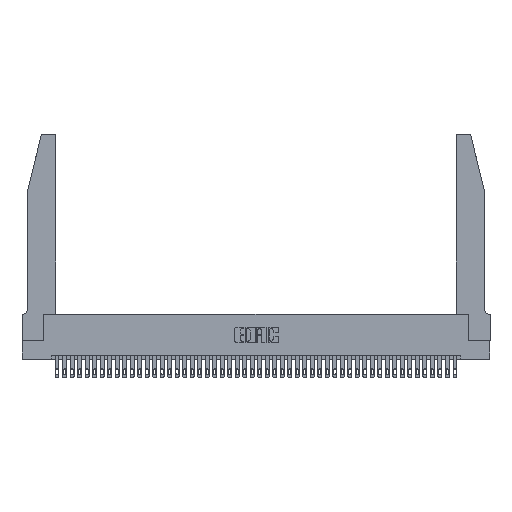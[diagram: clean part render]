
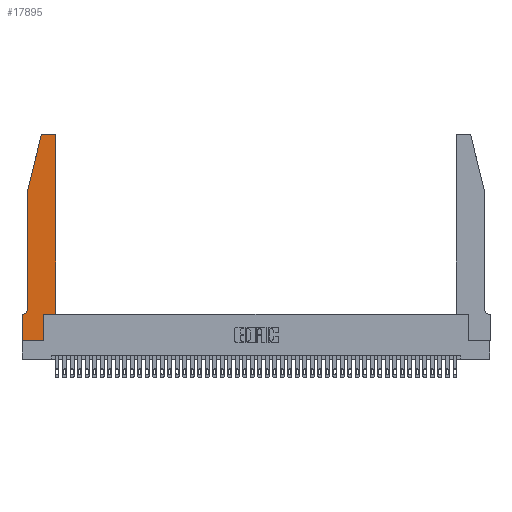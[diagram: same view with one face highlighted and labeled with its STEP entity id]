
A CAD part, top view. The second image highlights one B-rep face of the part: STEP entity #17895.
In plain terms, the highlighted planar face has unit normal (0, 0, 1).
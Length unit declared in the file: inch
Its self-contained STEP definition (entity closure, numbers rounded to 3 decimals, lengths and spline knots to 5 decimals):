
#865 = ORIENTED_EDGE ( 'NONE', *, *, #5005, .T. ) ;
#1035 = CARTESIAN_POINT ( 'NONE',  ( 0.2865, 0., 0.37 ) ) ;
#1211 = EDGE_CURVE ( 'NONE', #43759, #9929, #4230, .T. ) ;
#1416 = ORIENTED_EDGE ( 'NONE', *, *, #43445, .T. ) ;
#2540 = EDGE_CURVE ( 'NONE', #38129, #5692, #7459, .T. ) ;
#2541 = LINE ( 'NONE', #38558, #23456 ) ;
#3322 = VECTOR ( 'NONE', #26690, 39.37008 ) ;
#3390 = ORIENTED_EDGE ( 'NONE', *, *, #1211, .T. ) ;
#3523 = CARTESIAN_POINT ( 'NONE',  ( 0.4205, 2.72, 0.37 ) ) ;
#3946 = DIRECTION ( 'NONE',  ( 1., 0., 0. ) ) ;
#4230 = CIRCLE ( 'NONE', #37571, 0.03 ) ;
#4303 = VECTOR ( 'NONE', #9423, 39.37008 ) ;
#4662 = ORIENTED_EDGE ( 'NONE', *, *, #27696, .T. ) ;
#4800 = DIRECTION ( 'NONE',  ( 0., 0., -1. ) ) ;
#5005 = EDGE_CURVE ( 'NONE', #15447, #12124, #6197, .T. ) ;
#5076 = CARTESIAN_POINT ( 'NONE',  ( 0.4505, 0.35, 0.37 ) ) ;
#5692 = VERTEX_POINT ( 'NONE', #45377 ) ;
#6197 = LINE ( 'NONE', #9917, #7755 ) ;
#6960 = ORIENTED_EDGE ( 'NONE', *, *, #34195, .T. ) ;
#7374 = DIRECTION ( 'NONE',  ( -1., 0., 0. ) ) ;
#7459 = LINE ( 'NONE', #27278, #15711 ) ;
#7755 = VECTOR ( 'NONE', #17156, 39.37008 ) ;
#8243 = ORIENTED_EDGE ( 'NONE', *, *, #33085, .T. ) ;
#9255 = CARTESIAN_POINT ( 'NONE',  ( 0.2605, 2.75, 0.37 ) ) ;
#9423 = DIRECTION ( 'NONE',  ( -0.239, -0.971, 0. ) ) ;
#9917 = CARTESIAN_POINT ( 'NONE',  ( 0.0755, 2., 0.37 ) ) ;
#9929 = VERTEX_POINT ( 'NONE', #21555 ) ;
#11362 = CARTESIAN_POINT ( 'NONE',  ( 0., 0.35, 0.37 ) ) ;
#11568 = CARTESIAN_POINT ( 'NONE',  ( 0.4505, 2.72, 0.37 ) ) ;
#12124 = VERTEX_POINT ( 'NONE', #30526 ) ;
#12286 = CARTESIAN_POINT ( 'NONE',  ( 0.2865, 0.35, 0.37 ) ) ;
#12547 = LINE ( 'NONE', #39954, #4303 ) ;
#12826 = VERTEX_POINT ( 'NONE', #1035 ) ;
#13331 = CARTESIAN_POINT ( 'NONE',  ( 0.284, 2.72, 0.37 ) ) ;
#13817 = LINE ( 'NONE', #22370, #28103 ) ;
#13972 = LINE ( 'NONE', #5076, #39773 ) ;
#14447 = CARTESIAN_POINT ( 'NONE',  ( 0.0055, 0.35, 0.37 ) ) ;
#15447 = VERTEX_POINT ( 'NONE', #35490 ) ;
#15592 = DIRECTION ( 'NONE',  ( 0., 1., 0. ) ) ;
#15711 = VECTOR ( 'NONE', #34762, 39.37008 ) ;
#16568 = ORIENTED_EDGE ( 'NONE', *, *, #38823, .T. ) ;
#17156 = DIRECTION ( 'NONE',  ( 0., -1., 0. ) ) ;
#17161 = ORIENTED_EDGE ( 'NONE', *, *, #21307, .T. ) ;
#17895 = ADVANCED_FACE ( 'NONE', ( #39228 ), #18137, .T. ) ;
#18137 = PLANE ( 'NONE',  #33173 ) ;
#18443 = DIRECTION ( 'NONE',  ( -1., 0., 0. ) ) ;
#18547 = EDGE_CURVE ( 'NONE', #5692, #43759, #13972, .T. ) ;
#18900 = EDGE_LOOP ( 'NONE', ( #8243, #1416, #4662, #865, #17161, #43251, #16568, #38569, #6960, #33865, #38949, #3390 ) ) ;
#20327 = LINE ( 'NONE', #43899, #3322 ) ;
#21121 = LINE ( 'NONE', #33585, #39749 ) ;
#21307 = EDGE_CURVE ( 'NONE', #12124, #24498, #38514, .T. ) ;
#21555 = CARTESIAN_POINT ( 'NONE',  ( 0.4205, 2.75, 0.37 ) ) ;
#22370 = CARTESIAN_POINT ( 'NONE',  ( 0.2865, 0.35, 0.37 ) ) ;
#23456 = VECTOR ( 'NONE', #7374, 39.37008 ) ;
#24498 = VERTEX_POINT ( 'NONE', #14447 ) ;
#25359 = CARTESIAN_POINT ( 'NONE',  ( 0.0055, 0.42, 0.37 ) ) ;
#25830 = VERTEX_POINT ( 'NONE', #11362 ) ;
#26357 = DIRECTION ( 'NONE',  ( 1., 0., 0. ) ) ;
#26690 = DIRECTION ( 'NONE',  ( 1., 0., 0. ) ) ;
#27278 = CARTESIAN_POINT ( 'NONE',  ( 0.4505, 0.35, 0.37 ) ) ;
#27696 = EDGE_CURVE ( 'NONE', #35164, #15447, #12547, .T. ) ;
#27812 = CARTESIAN_POINT ( 'NONE',  ( 0., 0., 0.37 ) ) ;
#28103 = VECTOR ( 'NONE', #15592, 39.37008 ) ;
#28583 = VERTEX_POINT ( 'NONE', #31812 ) ;
#28826 = DIRECTION ( 'NONE',  ( 0., 0., 1. ) ) ;
#29748 = CARTESIAN_POINT ( 'NONE',  ( 0., 0.35, 0.37 ) ) ;
#29840 = VERTEX_POINT ( 'NONE', #27812 ) ;
#30220 = AXIS2_PLACEMENT_3D ( 'NONE', #13331, #34207, #41169 ) ;
#30312 = LINE ( 'NONE', #9255, #36209 ) ;
#30526 = CARTESIAN_POINT ( 'NONE',  ( 0.0755, 0.42, 0.37 ) ) ;
#30529 = DIRECTION ( 'NONE',  ( 0., 1., 0. ) ) ;
#31480 = AXIS2_PLACEMENT_3D ( 'NONE', #25359, #4800, #18443 ) ;
#31812 = CARTESIAN_POINT ( 'NONE',  ( 0.284, 2.75, 0.37 ) ) ;
#33085 = EDGE_CURVE ( 'NONE', #9929, #28583, #30312, .T. ) ;
#33173 = AXIS2_PLACEMENT_3D ( 'NONE', #29748, #28826, #26357 ) ;
#33585 = CARTESIAN_POINT ( 'NONE',  ( 0., 0., 0.37 ) ) ;
#33865 = ORIENTED_EDGE ( 'NONE', *, *, #2540, .T. ) ;
#34195 = EDGE_CURVE ( 'NONE', #12826, #38129, #13817, .T. ) ;
#34207 = DIRECTION ( 'NONE',  ( 0., 0., 1. ) ) ;
#34308 = CIRCLE ( 'NONE', #30220, 0.03 ) ;
#34762 = DIRECTION ( 'NONE',  ( 1., 0., 0. ) ) ;
#34984 = DIRECTION ( 'NONE',  ( 0., 0., 1. ) ) ;
#35164 = VERTEX_POINT ( 'NONE', #42126 ) ;
#35490 = CARTESIAN_POINT ( 'NONE',  ( 0.0755, 2., 0.37 ) ) ;
#36209 = VECTOR ( 'NONE', #37339, 39.37008 ) ;
#37339 = DIRECTION ( 'NONE',  ( -1., 0., 0. ) ) ;
#37571 = AXIS2_PLACEMENT_3D ( 'NONE', #3523, #34984, #3946 ) ;
#38052 = EDGE_CURVE ( 'NONE', #24498, #25830, #2541, .T. ) ;
#38129 = VERTEX_POINT ( 'NONE', #12286 ) ;
#38514 = CIRCLE ( 'NONE', #31480, 0.07 ) ;
#38558 = CARTESIAN_POINT ( 'NONE',  ( 0.0755, 0.35, 0.37 ) ) ;
#38569 = ORIENTED_EDGE ( 'NONE', *, *, #40537, .T. ) ;
#38823 = EDGE_CURVE ( 'NONE', #25830, #29840, #21121, .T. ) ;
#38949 = ORIENTED_EDGE ( 'NONE', *, *, #18547, .T. ) ;
#39228 = FACE_OUTER_BOUND ( 'NONE', #18900, .T. ) ;
#39749 = VECTOR ( 'NONE', #43590, 39.37008 ) ;
#39773 = VECTOR ( 'NONE', #30529, 39.37008 ) ;
#39954 = CARTESIAN_POINT ( 'NONE',  ( 0.0755, 2., 0.37 ) ) ;
#40537 = EDGE_CURVE ( 'NONE', #29840, #12826, #20327, .T. ) ;
#41169 = DIRECTION ( 'NONE',  ( 1., 0., 0. ) ) ;
#42126 = CARTESIAN_POINT ( 'NONE',  ( 0.25487, 2.72718, 0.37 ) ) ;
#43251 = ORIENTED_EDGE ( 'NONE', *, *, #38052, .T. ) ;
#43445 = EDGE_CURVE ( 'NONE', #28583, #35164, #34308, .T. ) ;
#43590 = DIRECTION ( 'NONE',  ( 0., -1., 0. ) ) ;
#43759 = VERTEX_POINT ( 'NONE', #11568 ) ;
#43899 = CARTESIAN_POINT ( 'NONE',  ( 0., 0., 0.37 ) ) ;
#45377 = CARTESIAN_POINT ( 'NONE',  ( 0.4505, 0.35, 0.37 ) ) ;
